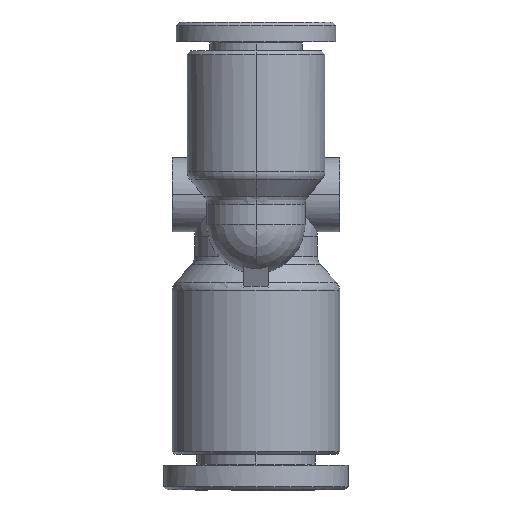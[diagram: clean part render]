
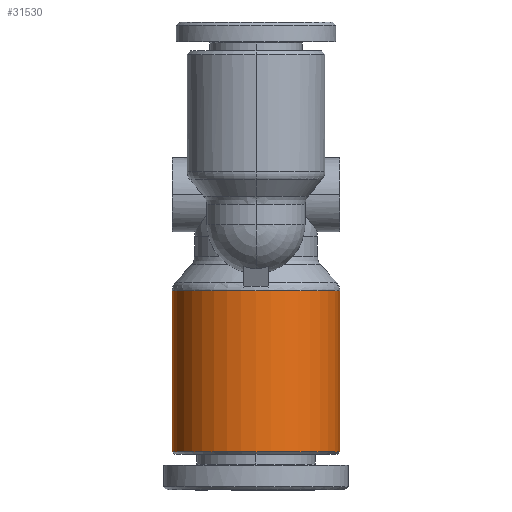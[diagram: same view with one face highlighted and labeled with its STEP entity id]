
A CAD part, left-side view. The second image highlights one B-rep face of the part: STEP entity #31530.
In plain terms, the highlighted cylindrical face has radius 6.8 mm (diameter 13.6 mm), a partial arc.
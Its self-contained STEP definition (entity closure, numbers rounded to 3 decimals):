
#996=CARTESIAN_POINT('',(12.282,-6.8,5.484));
#997=VERTEX_POINT('',#996);
#998=CARTESIAN_POINT('',(-0.834,-6.8,5.484));
#999=VERTEX_POINT('',#998);
#1000=CARTESIAN_POINT('',(12.282,-6.8,5.484));
#1001=DIRECTION('',(-1.0,0.0,0.0));
#1002=VECTOR('',#1001,13.116);
#1003=LINE('',#1000,#1002);
#1004=EDGE_CURVE('',#997,#999,#1003,.T.);
#1015=CARTESIAN_POINT('',(12.282,6.8,5.484));
#1016=VERTEX_POINT('',#1015);
#1024=CARTESIAN_POINT('',(-0.834,6.8,5.484));
#1025=VERTEX_POINT('',#1024);
#1026=CARTESIAN_POINT('',(-0.834,6.8,5.484));
#1027=DIRECTION('',(1.0,0.0,0.0));
#1028=VECTOR('',#1027,13.116);
#1029=LINE('',#1026,#1028);
#1030=EDGE_CURVE('',#1025,#1016,#1029,.T.);
#1783=CARTESIAN_POINT('',(-0.834,0.,5.484));
#1784=DIRECTION('',(-1.0,0.0,0.0));
#1785=DIRECTION('',(0.0,1.0,0.0));
#1786=AXIS2_PLACEMENT_3D('',#1783,#1784,#1785);
#1787=CIRCLE('',#1786,6.8);
#1788=EDGE_CURVE('',#1025,#999,#1787,.T.);
#4729=CARTESIAN_POINT('',(12.282,0.,-1.316));
#4730=VERTEX_POINT('',#4729);
#4737=CARTESIAN_POINT('',(12.282,0.,5.484));
#4738=DIRECTION('',(1.0,0.0,0.0));
#4739=DIRECTION('',(0.0,0.0,1.0));
#4740=AXIS2_PLACEMENT_3D('',#4737,#4738,#4739);
#4741=CIRCLE('',#4740,6.8);
#4742=EDGE_CURVE('',#4730,#1016,#4741,.T.);
#4755=CARTESIAN_POINT('',(12.282,0.,5.484));
#4756=DIRECTION('',(1.0,0.0,0.0));
#4757=DIRECTION('',(0.0,0.0,1.0));
#4758=AXIS2_PLACEMENT_3D('',#4755,#4756,#4757);
#4759=CIRCLE('',#4758,6.8);
#4760=EDGE_CURVE('',#997,#4730,#4759,.T.);
#31518=CARTESIAN_POINT('',(4.782,0.,5.484));
#31519=DIRECTION('',(-1.0,0.,0.));
#31520=DIRECTION('',(0.0,-1.0,0.0));
#31521=AXIS2_PLACEMENT_3D('',#31518,#31519,#31520);
#31522=CYLINDRICAL_SURFACE('',#31521,6.8);
#31523=ORIENTED_EDGE('',*,*,#1004,.T.);
#31524=ORIENTED_EDGE('',*,*,#1788,.F.);
#31525=ORIENTED_EDGE('',*,*,#1030,.T.);
#31526=ORIENTED_EDGE('',*,*,#4742,.F.);
#31527=ORIENTED_EDGE('',*,*,#4760,.F.);
#31528=EDGE_LOOP('',(#31523,#31524,#31525,#31526,#31527));
#31529=FACE_OUTER_BOUND('',#31528,.T.);
#31530=ADVANCED_FACE('',(#31529),#31522,.T.);
